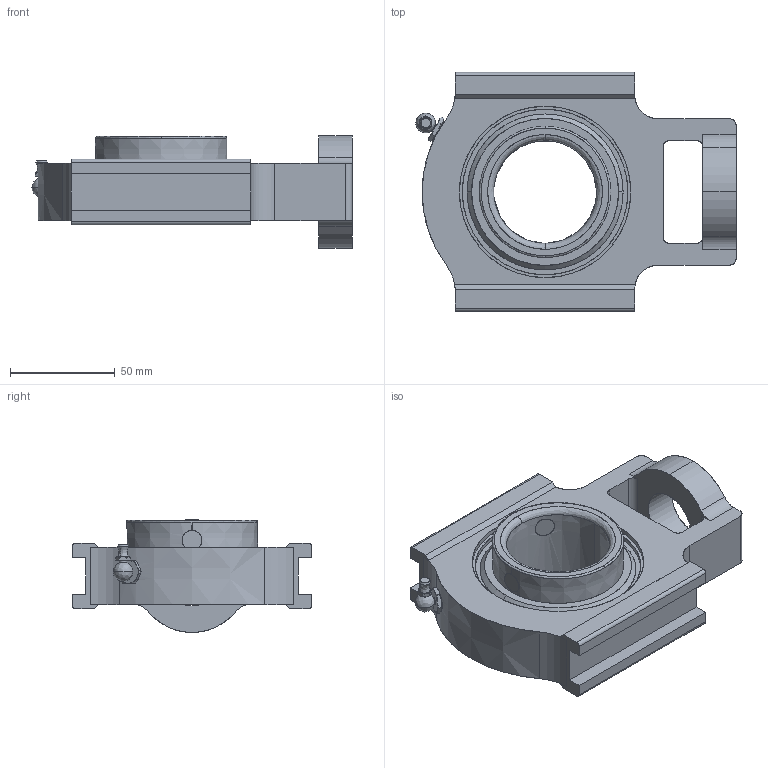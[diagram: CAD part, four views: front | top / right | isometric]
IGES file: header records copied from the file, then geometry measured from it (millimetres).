
Start section: SolidWorks IGES file using analytic representation for surfaces
Global section: file name: VTDEFAU0418821393092.igs; native system: SolidWorks 2008; preprocessor: SolidWorks 2008; author: partstream; date: 080418.082144; units: millimetre
Bounding box: 153.03 x 114.3 x 53.98 mm (x, y, z)
Surface area: 56430.1 mm2 (no closed solid volume)
Topology: 0 solids, 0 shells, 157 faces, 3230 edges, 3237 vertices
Faces by surface type: revolution 79, bspline 78
